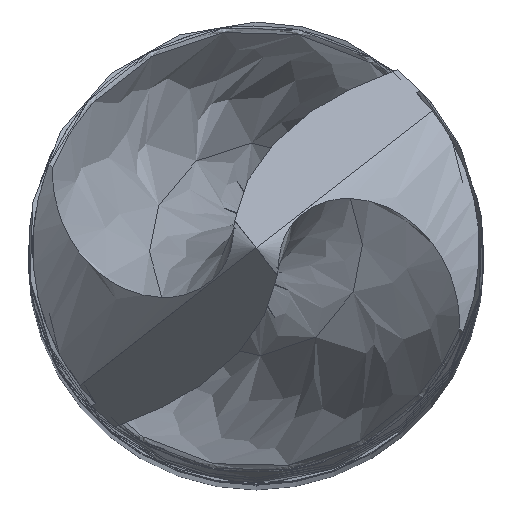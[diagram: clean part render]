
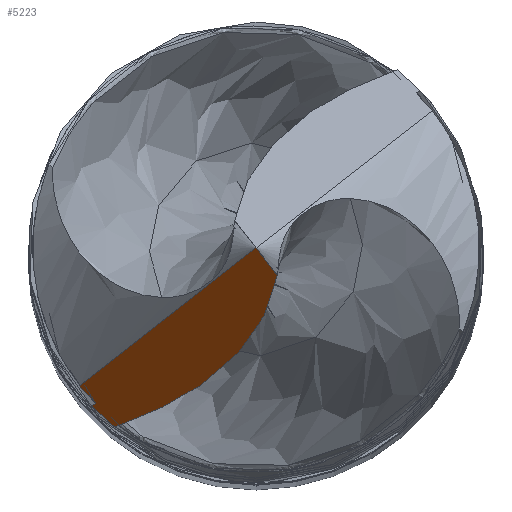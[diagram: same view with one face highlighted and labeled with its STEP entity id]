
A CAD part, top view. The second image highlights one B-rep face of the part: STEP entity #5223.
In plain terms, the highlighted planar face has unit normal (-0.174, -0.823, 0.541).
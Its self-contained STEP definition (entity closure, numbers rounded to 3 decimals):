
#40 = ORIENTED_EDGE ( 'NONE', *, *, #4153, .T. ) ;
#94 = VERTEX_POINT ( 'NONE', #437 ) ;
#106 = CARTESIAN_POINT ( 'NONE',  ( -1.053, -1.556, 34.792 ) ) ;
#332 = CARTESIAN_POINT ( 'NONE',  ( 0.196, -0.251, 37.181 ) ) ;
#370 = ORIENTED_EDGE ( 'NONE', *, *, #6023, .F. ) ;
#437 = CARTESIAN_POINT ( 'NONE',  ( -1.519, -1.45, 34.804 ) ) ;
#477 = LINE ( 'NONE', #6744, #1226 ) ;
#535 = CARTESIAN_POINT ( 'NONE',  ( -1.295, -1.641, 34.585 ) ) ;
#562 = CARTESIAN_POINT ( 'NONE',  ( -1.491, -1.438, 34.83 ) ) ;
#572 = CARTESIAN_POINT ( 'NONE',  ( -1.519, -1.45, 34.804 ) ) ;
#614 = CARTESIAN_POINT ( 'NONE',  ( -1.578, -1.323, 34.977 ) ) ;
#926 = FACE_OUTER_BOUND ( 'NONE', #5478, .T. ) ;
#1066 = DIRECTION ( 'NONE',  ( 0., 0.549, 0.836 ) ) ;
#1226 = VECTOR ( 'NONE', #7576, 1000. ) ;
#1266 = CARTESIAN_POINT ( 'NONE',  ( -1.477, -1.433, 34.842 ) ) ;
#1398 = CARTESIAN_POINT ( 'NONE',  ( -1.486, -1.437, 34.834 ) ) ;
#1422 = CARTESIAN_POINT ( 'NONE',  ( -0.527, -1.281, 35.381 ) ) ;
#1442 = CARTESIAN_POINT ( 'NONE',  ( -1.481, -1.435, 34.838 ) ) ;
#1513 = CARTESIAN_POINT ( 'NONE',  ( -0.864, -1.471, 34.982 ) ) ;
#1601 = EDGE_CURVE ( 'NONE', #3133, #2675, #3237, .T. ) ;
#1800 = LINE ( 'NONE', #3234, #8582 ) ;
#2013 = CARTESIAN_POINT ( 'NONE',  ( -1.259, -1.628, 34.616 ) ) ;
#2099 = CARTESIAN_POINT ( 'NONE',  ( -1.621, -1.268, 35.047 ) ) ;
#2250 = CARTESIAN_POINT ( 'NONE',  ( -1.259, -1.628, 34.616 ) ) ;
#2357 = CARTESIAN_POINT ( 'NONE',  ( -1.621, -1.268, 35.047 ) ) ;
#2433 = VERTEX_POINT ( 'NONE', #2531 ) ;
#2531 = CARTESIAN_POINT ( 'NONE',  ( 0., 0., 37.5 ) ) ;
#2579 = CARTESIAN_POINT ( 'NONE',  ( -1.264, -1.63, 34.611 ) ) ;
#2619 = EDGE_CURVE ( 'NONE', #4173, #5789, #4686, .T. ) ;
#2625 = DIRECTION ( 'NONE',  ( -0.506, -0.396, -0.766 ) ) ;
#2667 = CARTESIAN_POINT ( 'NONE',  ( -1.301, -1.643, 34.58 ) ) ;
#2675 = VERTEX_POINT ( 'NONE', #2013 ) ;
#2698 = CARTESIAN_POINT ( 'NONE',  ( -1.514, -1.448, 34.808 ) ) ;
#3068 = DIRECTION ( 'NONE',  ( 0.175, 0.823, -0.541 ) ) ;
#3133 = VERTEX_POINT ( 'NONE', #332 ) ;
#3234 = CARTESIAN_POINT ( 'NONE',  ( 0., 0., 37.5 ) ) ;
#3237 = B_SPLINE_CURVE_WITH_KNOTS ( 'NONE', 3,
 ( #4292, #4986, #4205, #6474, #9165, #5596, #1422, #1513, #106, #2250 ),
 .UNSPECIFIED., .F., .F.,
 ( 4, 2, 2, 2, 4 ),
 ( 0., 0.001, 0.002, 0.003, 0.003 ),
 .UNSPECIFIED. ) ;
#3274 = CARTESIAN_POINT ( 'NONE',  ( -1.382, -1.585, 34.643 ) ) ;
#3360 = EDGE_CURVE ( 'NONE', #94, #4173, #4443, .T. ) ;
#3374 = CARTESIAN_POINT ( 'NONE',  ( -1.29, -1.639, 34.589 ) ) ;
#3584 = CARTESIAN_POINT ( 'NONE',  ( -1.53, -1.379, 34.908 ) ) ;
#3911 = CARTESIAN_POINT ( 'NONE',  ( -1.306, -1.645, 34.576 ) ) ;
#4153 = EDGE_CURVE ( 'NONE', #3133, #2433, #477, .T. ) ;
#4173 = VERTEX_POINT ( 'NONE', #1266 ) ;
#4205 = CARTESIAN_POINT ( 'NONE',  ( 0.122, -0.542, 36.715 ) ) ;
#4292 = CARTESIAN_POINT ( 'NONE',  ( 0.196, -0.251, 37.181 ) ) ;
#4443 = B_SPLINE_CURVE_WITH_KNOTS ( 'NONE', 3,
 ( #4837, #2698, #7711, #7759, #7620, #6358, #562, #1398, #1442, #6920 ),
 .UNSPECIFIED., .F., .F.,
 ( 4, 3, 3, 4 ),
 ( 0., 0., 0., 0. ),
 .UNSPECIFIED. ) ;
#4686 = B_SPLINE_CURVE_WITH_KNOTS ( 'NONE', 3,
 ( #8371, #3584, #614, #2099 ),
 .UNSPECIFIED., .F., .F.,
 ( 4, 4 ),
 ( 0., 0. ),
 .UNSPECIFIED. ) ;
#4713 = CARTESIAN_POINT ( 'NONE',  ( -1.269, -1.632, 34.607 ) ) ;
#4716 = EDGE_CURVE ( 'NONE', #2675, #5074, #4888, .T. ) ;
#4837 = CARTESIAN_POINT ( 'NONE',  ( -1.519, -1.45, 34.804 ) ) ;
#4888 = B_SPLINE_CURVE_WITH_KNOTS ( 'NONE', 3,
 ( #8932, #2579, #4713, #6937, #6893, #7543, #3374, #535, #2667, #7636 ),
 .UNSPECIFIED., .F., .F.,
 ( 4, 3, 3, 4 ),
 ( 0., 0., 0., 0. ),
 .UNSPECIFIED. ) ;
#4986 = CARTESIAN_POINT ( 'NONE',  ( 0.173, -0.4, 36.947 ) ) ;
#5074 = VERTEX_POINT ( 'NONE', #3911 ) ;
#5214 = AXIS2_PLACEMENT_3D ( 'NONE', #7374, #3068, #1066 ) ;
#5223 = ADVANCED_FACE ( 'NONE', ( #926 ), #5988, .F. ) ;
#5478 = EDGE_LOOP ( 'NONE', ( #8002, #370, #6439, #8264, #40, #6004, #5934 ) ) ;
#5596 = CARTESIAN_POINT ( 'NONE',  ( -0.381, -1.174, 35.59 ) ) ;
#5789 = VERTEX_POINT ( 'NONE', #2357 ) ;
#5934 = ORIENTED_EDGE ( 'NONE', *, *, #2619, .F. ) ;
#5988 = PLANE ( 'NONE',  #5214 ) ;
#6004 = ORIENTED_EDGE ( 'NONE', *, *, #8290, .T. ) ;
#6023 = EDGE_CURVE ( 'NONE', #5074, #94, #7403, .T. ) ;
#6098 = CARTESIAN_POINT ( 'NONE',  ( -1.306, -1.645, 34.576 ) ) ;
#6358 = CARTESIAN_POINT ( 'NONE',  ( -1.495, -1.44, 34.826 ) ) ;
#6439 = ORIENTED_EDGE ( 'NONE', *, *, #4716, .F. ) ;
#6474 = CARTESIAN_POINT ( 'NONE',  ( -0.029, -0.811, 36.256 ) ) ;
#6744 = CARTESIAN_POINT ( 'NONE',  ( 22.129, -28.296, 1.579 ) ) ;
#6893 = CARTESIAN_POINT ( 'NONE',  ( -1.28, -1.636, 34.598 ) ) ;
#6920 = CARTESIAN_POINT ( 'NONE',  ( -1.477, -1.433, 34.842 ) ) ;
#6929 = CARTESIAN_POINT ( 'NONE',  ( -1.453, -1.519, 34.719 ) ) ;
#6937 = CARTESIAN_POINT ( 'NONE',  ( -1.274, -1.634, 34.602 ) ) ;
#7374 = CARTESIAN_POINT ( 'NONE',  ( 22.129, -28.296, 1.579 ) ) ;
#7403 =( BOUNDED_CURVE ( )  B_SPLINE_CURVE ( 3, ( #6098, #3274, #6929, #572 ),
 .UNSPECIFIED., .F., .T. ) 
 B_SPLINE_CURVE_WITH_KNOTS ( ( 4, 4 ),
 ( 3.604, 3.742 ),
 .UNSPECIFIED. ) 
 CURVE ( )  GEOMETRIC_REPRESENTATION_ITEM ( )  RATIONAL_B_SPLINE_CURVE ( ( 1., 0.998, 0.998, 1. ) ) 
 REPRESENTATION_ITEM ( '' )  );
#7543 = CARTESIAN_POINT ( 'NONE',  ( -1.285, -1.637, 34.593 ) ) ;
#7576 = DIRECTION ( 'NONE',  ( -0.436, 0.557, 0.707 ) ) ;
#7620 = CARTESIAN_POINT ( 'NONE',  ( -1.5, -1.442, 34.821 ) ) ;
#7636 = CARTESIAN_POINT ( 'NONE',  ( -1.306, -1.645, 34.576 ) ) ;
#7711 = CARTESIAN_POINT ( 'NONE',  ( -1.509, -1.446, 34.813 ) ) ;
#7759 = CARTESIAN_POINT ( 'NONE',  ( -1.504, -1.444, 34.817 ) ) ;
#8002 = ORIENTED_EDGE ( 'NONE', *, *, #3360, .F. ) ;
#8264 = ORIENTED_EDGE ( 'NONE', *, *, #1601, .F. ) ;
#8290 = EDGE_CURVE ( 'NONE', #2433, #5789, #1800, .T. ) ;
#8371 = CARTESIAN_POINT ( 'NONE',  ( -1.477, -1.433, 34.842 ) ) ;
#8582 = VECTOR ( 'NONE', #2625, 1000. ) ;
#8932 = CARTESIAN_POINT ( 'NONE',  ( -1.259, -1.628, 34.616 ) ) ;
#9165 = CARTESIAN_POINT ( 'NONE',  ( -0.132, -0.94, 36.027 ) ) ;
